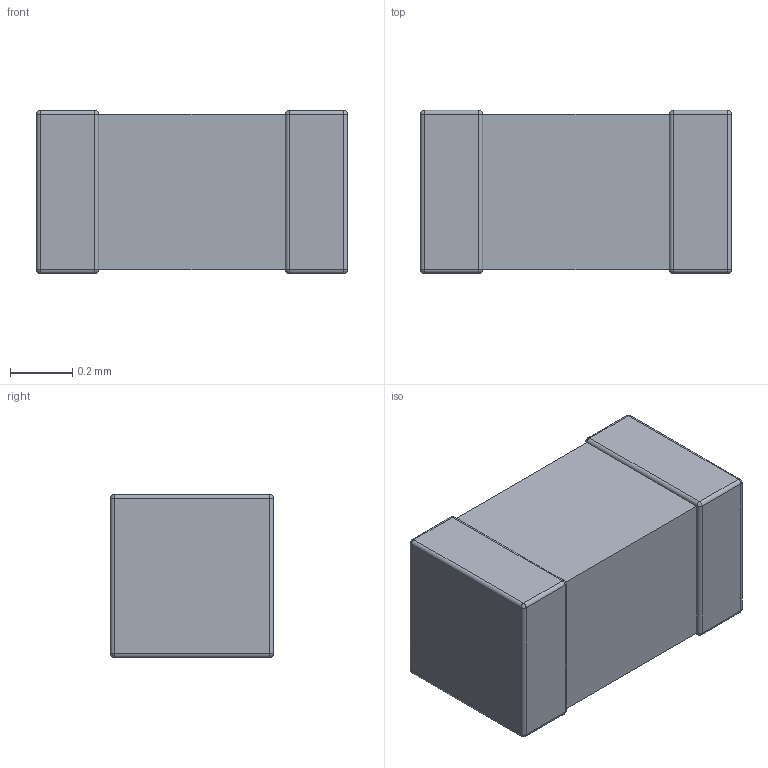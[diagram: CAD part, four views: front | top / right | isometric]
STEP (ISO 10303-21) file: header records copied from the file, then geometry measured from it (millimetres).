
FILE_DESCRIPTION (( 'STEP AP214' ), '1' );
FILE_NAME ('NTC 0402.STEP', '2016-07-17T08:02:00', ( '' ), ( '' ), 'SwSTEP 2.0', 'SolidWorks 2015', '' );
FILE_SCHEMA (( 'AUTOMOTIVE_DESIGN' ));
Length unit declared in the file: millimetre
Products named in the file (1): NTC 0402
Bounding box: 1 x 0.52 x 0.52 mm (x, y, z)
Volume: 0.3 mm3; surface area: 2.6 mm2
Topology: 1 solids, 1 shells, 54 faces, 116 edges, 48 vertices
Faces by surface type: cylinder 24, bspline 16, plane 14
Entity records: 2088 total; most frequent: CARTESIAN_POINT 443, DIRECTION 226, ORIENTED_EDGE 200, EDGE_CURVE 100, AXIS2_PLACEMENT_3D 87, UNCERTAINTY_MEASURE_WITH_UNIT 57, FILL_AREA_STYLE 56, SURFACE_STYLE_FILL_AREA 56
